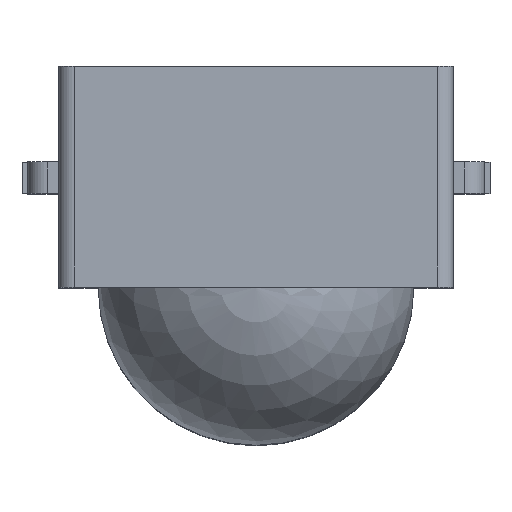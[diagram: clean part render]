
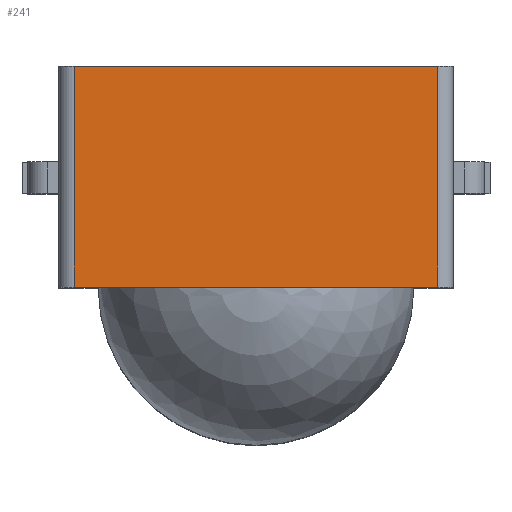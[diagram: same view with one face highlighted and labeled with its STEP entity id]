
A CAD part, top view. The second image highlights one B-rep face of the part: STEP entity #241.
In plain terms, the highlighted planar face has unit normal (0, 0, 1).
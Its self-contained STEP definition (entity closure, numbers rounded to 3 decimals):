
#34=VECTOR('',#35,1.);
#35=DIRECTION('',(0.,-1.,0.));
#46=DIRECTION('',(-1.,0.,0.));
#67=VERTEX_POINT('',#68);
#68=CARTESIAN_POINT('',(0.24,1.4,10.35));
#72=DIRECTION('',(0.,0.,-1.));
#73=ORIENTED_EDGE('',*,*,#74,.F.);
#74=EDGE_CURVE('',#75,#67,#77,.T.);
#75=VERTEX_POINT('',#76);
#76=CARTESIAN_POINT('',(4.84,1.4,10.35));
#77=LINE('',#78,#79);
#78=CARTESIAN_POINT('',(5.04,1.4,10.35));
#79=VECTOR('',#46,1.);
#92=ORIENTED_EDGE('',*,*,#93,.T.);
#93=EDGE_CURVE('',#75,#94,#96,.T.);
#94=VERTEX_POINT('',#95);
#95=CARTESIAN_POINT('',(4.84,-1.4,10.35));
#96=LINE('',#76,#34);
#230=VERTEX_POINT('',#231);
#231=CARTESIAN_POINT('',(0.24,-1.4,10.35));
#236=EDGE_CURVE('',#94,#230,#237,.T.);
#237=LINE('',#238,#79);
#238=CARTESIAN_POINT('',(5.04,-1.4,10.35));
#241=ADVANCED_FACE('',(#242),#248,.F.);
#242=FACE_BOUND('',#243,.F.);
#243=EDGE_LOOP('',(#73,#92,#244,#245));
#244=ORIENTED_EDGE('',*,*,#236,.T.);
#245=ORIENTED_EDGE('',*,*,#246,.F.);
#246=EDGE_CURVE('',#67,#230,#247,.T.);
#247=LINE('',#68,#34);
#248=PLANE('',#249);
#249=AXIS2_PLACEMENT_3D('',#78,#72,#46);
